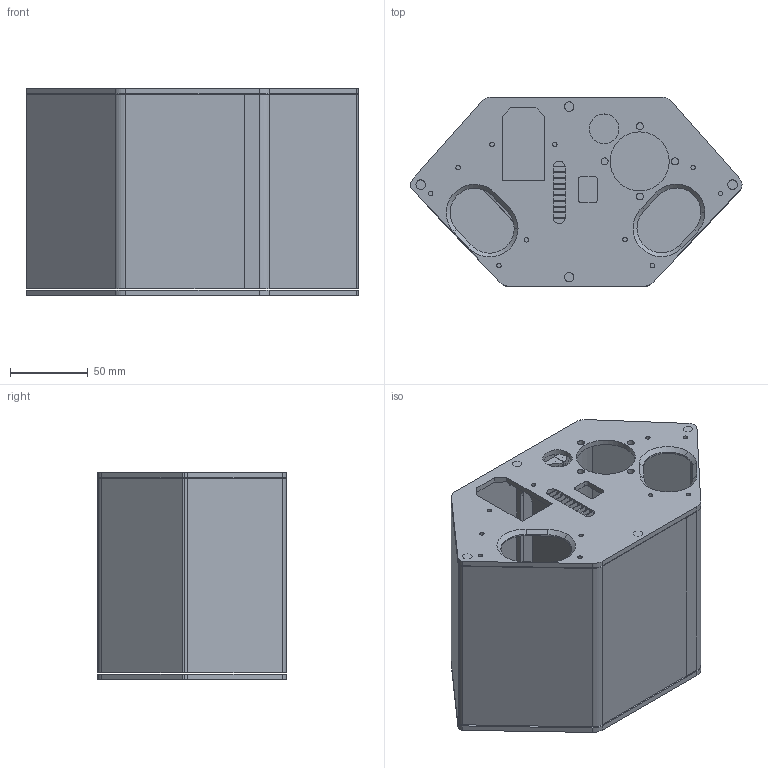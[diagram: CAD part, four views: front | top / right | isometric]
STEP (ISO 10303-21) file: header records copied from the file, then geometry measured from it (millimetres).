
FILE_DESCRIPTION(('HOOPS Exchange Step'),'2;1');
FILE_NAME('temp_export','2025-06-25T16:15:43+01:00',('brendan.clodfelter'),('Shapr3D Limited'),'HOOPS Exchange 2024.8','Shapr3D','Authorized');
FILE_SCHEMA( ('AP242_MANAGED_MODEL_BASED_3D_ENGINEERING_MIM_LF {1 0 10303 442 1 1 4}') );
Length unit declared in the file: millimetre
Products named in the file (73): Folder 127; Board:1; Adafruit PCA9685 rev C v2:1; Pins:1; Case:1; 4 pin header v2:1; 4 pin header v2:2; 4 pin header v2:3; 4 pin header v2:4; 4 pin header v2:5; 4 pin header v2:6; 4 pin header v2:7; 4 pin header v2:8; 4 pin header v2:9; 4 pin header v2:10; 4 pin header v2:11; 4 pin header v2:12; tssop_28 v1:1; terminal_weidmuller_2way_1667750000 v3:1; CAP_8X11.5_P3 v1:1; CAT16-J4 v2:1; CAT16-J4 v2:2; CAT16-J4 v2:3; CAT16-J4 v2:4; CAT16-J4 v2:5; CAT16-J4 v2:6; LTST-C150KGKT_Base:1; LTST-C150KGKT_AnodeMark:1; LTST-C150KGKT_AnodeTerminal:1; LTST-C150KGKT_CathodeTerminal:1; LTST-C150KGKT_CathodeMark:1; LTST-C150KGKT_LedDice:1; LTST-C150KGKT_Lens:1; LTST-C150KGKT_GreenMark:1; LTST-C150KGKT_GreenMark:2; LTST-C150KGKT v4:1; Pin1Body:1; Pin2Body:1; CeramicBody:1; CoatingBody:1 ...
Assembly tree (72 placements, depth 4):
  root
    Folder 127
    PCA9685.step
      Adafruit PCA9685 rev C v2:1
        Board:1
      4 pin header v2:1
        Pins:1
        Case:1
      4 pin header v2:2
        Pins:1
        Case:1
      4 pin header v2:3
        Pins:1
        Case:1
      4 pin header v2:4
        Pins:1
        Case:1
      4 pin header v2:5
        Pins:1
        Case:1
      4 pin header v2:6
        Pins:1
        Case:1
      4 pin header v2:7
        Pins:1
        Case:1
      4 pin header v2:8
        Pins:1
        Case:1
      4 pin header v2:9
        Pins:1
        Case:1
      4 pin header v2:10
        Pins:1
        Case:1
      4 pin header v2:11
        Pins:1
        Case:1
      4 pin header v2:12
        Pins:1
        Case:1
      tssop_28 v1:1
      terminal_weidmuller_2way_1667750000 v3:1
      CAP_8X11.5_P3 v1:1
      CAT16-J4 v2:1
      CAT16-J4 v2:2
      CAT16-J4 v2:3
      CAT16-J4 v2:4
      CAT16-J4 v2:5
      CAT16-J4 v2:6
      LTST-C150KGKT v4:1
        LTST-C150KGKT_Base:1
        LTST-C150KGKT_AnodeMark:1
        LTST-C150KGKT_AnodeTerminal:1
        LTST-C150KGKT_CathodeTerminal:1
        LTST-C150KGKT_CathodeMark:1
        LTST-C150KGKT_LedDice:1
        LTST-C150KGKT_Lens:1
        LTST-C150KGKT_GreenMark:1
        LTST-C150KGKT_GreenMark:2
Bounding box: 213.92 x 121.86 x 133.29 mm (x, y, z)
Volume: 309075.6 mm3; surface area: 252373.8 mm2
Topology: 4 solids, 4 shells, 392 faces, 1054 edges, 724 vertices
Faces by surface type: plane 237, cylinder 141, bspline 8, cone 6
Full cylindrical faces by diameter (mm): 2.845 x16, 2.9 x2, 4.5 x4, 4.983 x7, 4.985 x1, 5.784 x1, 5.786 x7, 6.15 x16, 19.05 x1, 38.053 x1
Entity records: 17335 total; most frequent: CARTESIAN_POINT 5314, DIRECTION 2438, ORIENTED_EDGE 2108, EDGE_CURVE 1054, AXIS2_PLACEMENT_3D 888, VERTEX_POINT 724, VECTOR 662, LINE 662
